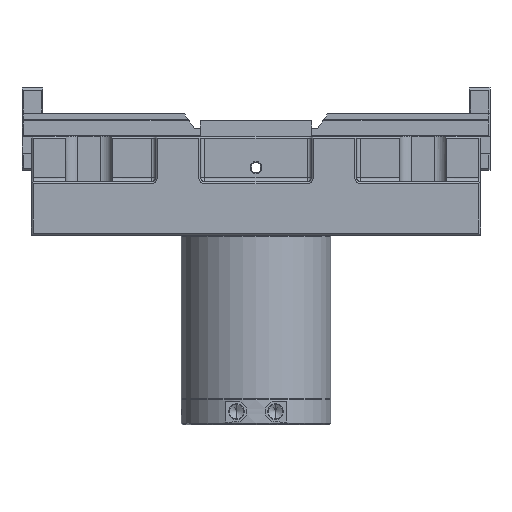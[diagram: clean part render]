
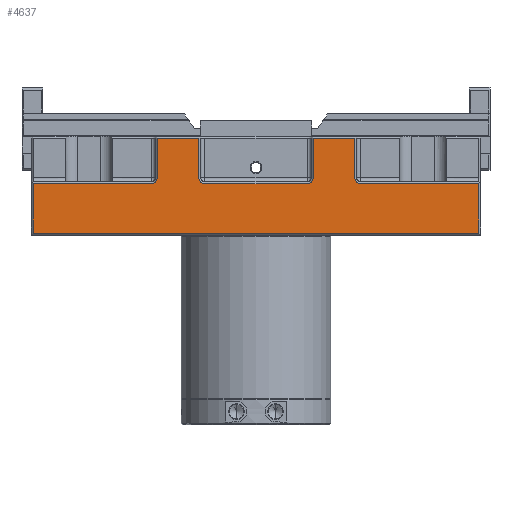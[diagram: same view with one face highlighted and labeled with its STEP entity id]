
A CAD part, top view. The second image highlights one B-rep face of the part: STEP entity #4637.
In plain terms, the highlighted planar face has unit normal (0, 0, 1).
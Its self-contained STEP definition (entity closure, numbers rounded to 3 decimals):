
#6 = CIRCLE ( 'NONE', #1542, 4.5 ) ;
#18 = CIRCLE ( 'NONE', #8898, 4.5 ) ;
#64 = CARTESIAN_POINT ( 'NONE',  ( -171.5, -74.5, 60. ) ) ;
#256 = EDGE_CURVE ( 'NONE', #10780, #3858, #4597, .T. ) ;
#339 = DIRECTION ( 'NONE',  ( 0., -1., 0. ) ) ;
#484 = DIRECTION ( 'NONE',  ( 1., 0., 0. ) ) ;
#629 = DIRECTION ( 'NONE',  ( -1., 0., 0. ) ) ;
#632 = DIRECTION ( 'NONE',  ( 0., 1., 0. ) ) ;
#1139 = CARTESIAN_POINT ( 'NONE',  ( 44., -1.5, 60. ) ) ;
#1233 = ORIENTED_EDGE ( 'NONE', *, *, #15214, .T. ) ;
#1250 = VECTOR ( 'NONE', #18011, 1000. ) ;
#1441 = CARTESIAN_POINT ( 'NONE',  ( 76., -32., 60. ) ) ;
#1542 = AXIS2_PLACEMENT_3D ( 'NONE', #5592, #15872, #7076 ) ;
#1691 = DIRECTION ( 'NONE',  ( -1., 0., 0. ) ) ;
#1784 = CARTESIAN_POINT ( 'NONE',  ( -76., -1.5, 60. ) ) ;
#1854 = VERTEX_POINT ( 'NONE', #2114 ) ;
#2048 = ORIENTED_EDGE ( 'NONE', *, *, #5643, .T. ) ;
#2062 = VERTEX_POINT ( 'NONE', #9250 ) ;
#2114 = CARTESIAN_POINT ( 'NONE',  ( 76., -1.5, 60. ) ) ;
#2376 = ORIENTED_EDGE ( 'NONE', *, *, #12456, .T. ) ;
#2612 = VECTOR ( 'NONE', #1691, 1000. ) ;
#2699 = CARTESIAN_POINT ( 'NONE',  ( 171.5, -76., 60. ) ) ;
#2708 = EDGE_CURVE ( 'NONE', #15939, #10780, #3586, .T. ) ;
#2746 = LINE ( 'NONE', #2699, #13059 ) ;
#2998 = EDGE_CURVE ( 'NONE', #12816, #1854, #10667, .T. ) ;
#3095 = CARTESIAN_POINT ( 'NONE',  ( -76., -32., 60. ) ) ;
#3188 = ORIENTED_EDGE ( 'NONE', *, *, #17872, .T. ) ;
#3195 = EDGE_CURVE ( 'NONE', #14776, #12465, #14796, .T. ) ;
#3345 = ORIENTED_EDGE ( 'NONE', *, *, #5904, .T. ) ;
#3569 = CARTESIAN_POINT ( 'NONE',  ( -39.5, -32., 60. ) ) ;
#3586 = LINE ( 'NONE', #10892, #10438 ) ;
#3772 = DIRECTION ( 'NONE',  ( 1., 0., 0. ) ) ;
#3858 = VERTEX_POINT ( 'NONE', #1784 ) ;
#3930 = VERTEX_POINT ( 'NONE', #4971 ) ;
#4013 = ORIENTED_EDGE ( 'NONE', *, *, #8364, .T. ) ;
#4132 = CIRCLE ( 'NONE', #15994, 4.5 ) ;
#4157 = VECTOR ( 'NONE', #14588, 1000. ) ;
#4202 = DIRECTION ( 'NONE',  ( 0., 1., 0. ) ) ;
#4448 = VERTEX_POINT ( 'NONE', #10543 ) ;
#4597 = LINE ( 'NONE', #15905, #12376 ) ;
#4637 = ADVANCED_FACE ( 'NONE', ( #14278 ), #13948, .T. ) ;
#4971 = CARTESIAN_POINT ( 'NONE',  ( 171.5, -74.5, 60. ) ) ;
#4979 = DIRECTION ( 'NONE',  ( 0., -1., 0. ) ) ;
#5038 = AXIS2_PLACEMENT_3D ( 'NONE', #18443, #12535, #3772 ) ;
#5057 = DIRECTION ( 'NONE',  ( 1., 0., 0. ) ) ;
#5302 = CARTESIAN_POINT ( 'NONE',  ( -171.5, -1.5, 60. ) ) ;
#5592 = CARTESIAN_POINT ( 'NONE',  ( 39.5, -32., 60. ) ) ;
#5633 = DIRECTION ( 'NONE',  ( 0., 1., 0. ) ) ;
#5643 = EDGE_CURVE ( 'NONE', #13879, #3930, #8060, .T. ) ;
#5898 = LINE ( 'NONE', #15976, #16730 ) ;
#5904 = EDGE_CURVE ( 'NONE', #8219, #15939, #4132, .T. ) ;
#6430 = ORIENTED_EDGE ( 'NONE', *, *, #11744, .T. ) ;
#6450 = CARTESIAN_POINT ( 'NONE',  ( -80.5, -32., 60. ) ) ;
#6797 = CARTESIAN_POINT ( 'NONE',  ( -39.5, -36.5, 60. ) ) ;
#7054 = LINE ( 'NONE', #18266, #10465 ) ;
#7076 = DIRECTION ( 'NONE',  ( 1., 0., 0. ) ) ;
#7910 = DIRECTION ( 'NONE',  ( 1., 0., 0. ) ) ;
#8060 = LINE ( 'NONE', #13095, #4157 ) ;
#8077 = EDGE_CURVE ( 'NONE', #4448, #10766, #7054, .T. ) ;
#8219 = VERTEX_POINT ( 'NONE', #6797 ) ;
#8260 = DIRECTION ( 'NONE',  ( -1., 0., 0. ) ) ;
#8364 = EDGE_CURVE ( 'NONE', #2062, #8219, #5898, .T. ) ;
#8898 = AXIS2_PLACEMENT_3D ( 'NONE', #18135, #9298, #484 ) ;
#9076 = EDGE_CURVE ( 'NONE', #13879, #10766, #16925, .T. ) ;
#9104 = CARTESIAN_POINT ( 'NONE',  ( -44., -1.5, 60. ) ) ;
#9250 = CARTESIAN_POINT ( 'NONE',  ( 39.5, -36.5, 60. ) ) ;
#9298 = DIRECTION ( 'NONE',  ( 0., 0., -1. ) ) ;
#9328 = ORIENTED_EDGE ( 'NONE', *, *, #9076, .F. ) ;
#9332 = VERTEX_POINT ( 'NONE', #1139 ) ;
#9967 = LINE ( 'NONE', #16490, #13397 ) ;
#10438 = VECTOR ( 'NONE', #632, 1000. ) ;
#10465 = VECTOR ( 'NONE', #629, 1000. ) ;
#10483 = CARTESIAN_POINT ( 'NONE',  ( -171.5, -36.5, 60. ) ) ;
#10543 = CARTESIAN_POINT ( 'NONE',  ( -80.5, -36.5, 60. ) ) ;
#10614 = VECTOR ( 'NONE', #4979, 1000. ) ;
#10667 = LINE ( 'NONE', #15912, #14118 ) ;
#10699 = DIRECTION ( 'NONE',  ( -1., 0., 0. ) ) ;
#10766 = VERTEX_POINT ( 'NONE', #10483 ) ;
#10780 = VERTEX_POINT ( 'NONE', #9104 ) ;
#10781 = CARTESIAN_POINT ( 'NONE',  ( 80.5, -36.5, 60. ) ) ;
#10892 = CARTESIAN_POINT ( 'NONE',  ( -44., 0., 60. ) ) ;
#11092 = VERTEX_POINT ( 'NONE', #14209 ) ;
#11517 = ORIENTED_EDGE ( 'NONE', *, *, #2708, .T. ) ;
#11676 = EDGE_LOOP ( 'NONE', ( #9328, #2048, #13614, #13108, #3188, #13902, #12256, #1233, #6430, #4013, #3345, #11517, #18370, #13202, #2376, #16357 ) ) ;
#11744 = EDGE_CURVE ( 'NONE', #11092, #2062, #6, .T. ) ;
#11945 = CARTESIAN_POINT ( 'NONE',  ( 80.5, -36.5, 60. ) ) ;
#12097 = CARTESIAN_POINT ( 'NONE',  ( 171.5, -36.5, 60. ) ) ;
#12121 = EDGE_CURVE ( 'NONE', #3930, #14776, #2746, .T. ) ;
#12256 = ORIENTED_EDGE ( 'NONE', *, *, #18682, .T. ) ;
#12286 = VERTEX_POINT ( 'NONE', #3095 ) ;
#12376 = VECTOR ( 'NONE', #10699, 1000. ) ;
#12456 = EDGE_CURVE ( 'NONE', #12286, #4448, #16535, .T. ) ;
#12465 = VERTEX_POINT ( 'NONE', #10781 ) ;
#12535 = DIRECTION ( 'NONE',  ( 0., 0., 1. ) ) ;
#12816 = VERTEX_POINT ( 'NONE', #1441 ) ;
#13059 = VECTOR ( 'NONE', #4202, 1000. ) ;
#13095 = CARTESIAN_POINT ( 'NONE',  ( 171.5, -74.5, 60. ) ) ;
#13108 = ORIENTED_EDGE ( 'NONE', *, *, #3195, .T. ) ;
#13202 = ORIENTED_EDGE ( 'NONE', *, *, #15917, .T. ) ;
#13397 = VECTOR ( 'NONE', #339, 1000. ) ;
#13614 = ORIENTED_EDGE ( 'NONE', *, *, #12121, .T. ) ;
#13815 = DIRECTION ( 'NONE',  ( 0., 0., -1. ) ) ;
#13879 = VERTEX_POINT ( 'NONE', #64 ) ;
#13902 = ORIENTED_EDGE ( 'NONE', *, *, #2998, .T. ) ;
#13948 = PLANE ( 'NONE',  #5038 ) ;
#14118 = VECTOR ( 'NONE', #5633, 1000. ) ;
#14209 = CARTESIAN_POINT ( 'NONE',  ( 44., -32., 60. ) ) ;
#14278 = FACE_OUTER_BOUND ( 'NONE', #11676, .T. ) ;
#14588 = DIRECTION ( 'NONE',  ( 1., 0., 0. ) ) ;
#14776 = VERTEX_POINT ( 'NONE', #12097 ) ;
#14796 = LINE ( 'NONE', #11945, #2612 ) ;
#15214 = EDGE_CURVE ( 'NONE', #9332, #11092, #9967, .T. ) ;
#15404 = LINE ( 'NONE', #5302, #18427 ) ;
#15872 = DIRECTION ( 'NONE',  ( 0., 0., -1. ) ) ;
#15905 = CARTESIAN_POINT ( 'NONE',  ( -171.5, -1.5, 60. ) ) ;
#15912 = CARTESIAN_POINT ( 'NONE',  ( 76., 0., 60. ) ) ;
#15917 = EDGE_CURVE ( 'NONE', #3858, #12286, #18494, .T. ) ;
#15939 = VERTEX_POINT ( 'NONE', #16743 ) ;
#15976 = CARTESIAN_POINT ( 'NONE',  ( -39.5, -36.5, 60. ) ) ;
#15994 = AXIS2_PLACEMENT_3D ( 'NONE', #3569, #13815, #5057 ) ;
#16357 = ORIENTED_EDGE ( 'NONE', *, *, #8077, .T. ) ;
#16490 = CARTESIAN_POINT ( 'NONE',  ( 44., -32., 60. ) ) ;
#16535 = CIRCLE ( 'NONE', #18590, 4.5 ) ;
#16536 = CARTESIAN_POINT ( 'NONE',  ( -171.5, -76., 60. ) ) ;
#16670 = CARTESIAN_POINT ( 'NONE',  ( -76., -32., 60. ) ) ;
#16730 = VECTOR ( 'NONE', #17454, 1000. ) ;
#16740 = DIRECTION ( 'NONE',  ( 0., 0., -1. ) ) ;
#16743 = CARTESIAN_POINT ( 'NONE',  ( -44., -32., 60. ) ) ;
#16925 = LINE ( 'NONE', #16536, #1250 ) ;
#17454 = DIRECTION ( 'NONE',  ( -1., 0., 0. ) ) ;
#17872 = EDGE_CURVE ( 'NONE', #12465, #12816, #18, .T. ) ;
#18011 = DIRECTION ( 'NONE',  ( 0., 1., 0. ) ) ;
#18135 = CARTESIAN_POINT ( 'NONE',  ( 80.5, -32., 60. ) ) ;
#18266 = CARTESIAN_POINT ( 'NONE',  ( -171.5, -36.5, 60. ) ) ;
#18370 = ORIENTED_EDGE ( 'NONE', *, *, #256, .T. ) ;
#18427 = VECTOR ( 'NONE', #8260, 1000. ) ;
#18443 = CARTESIAN_POINT ( 'NONE',  ( -171.5, -76., 60. ) ) ;
#18494 = LINE ( 'NONE', #16670, #10614 ) ;
#18590 = AXIS2_PLACEMENT_3D ( 'NONE', #6450, #16740, #7910 ) ;
#18682 = EDGE_CURVE ( 'NONE', #1854, #9332, #15404, .T. ) ;
